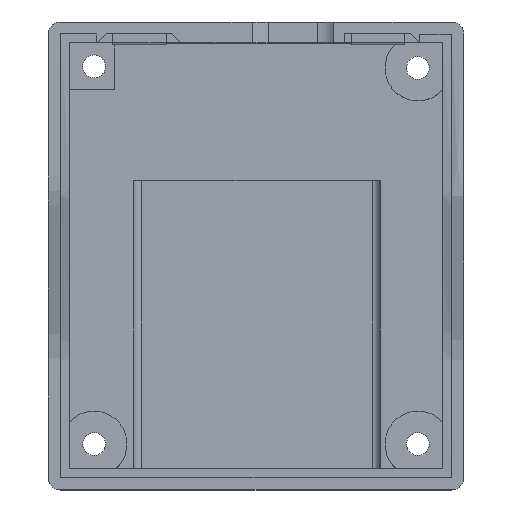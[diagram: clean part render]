
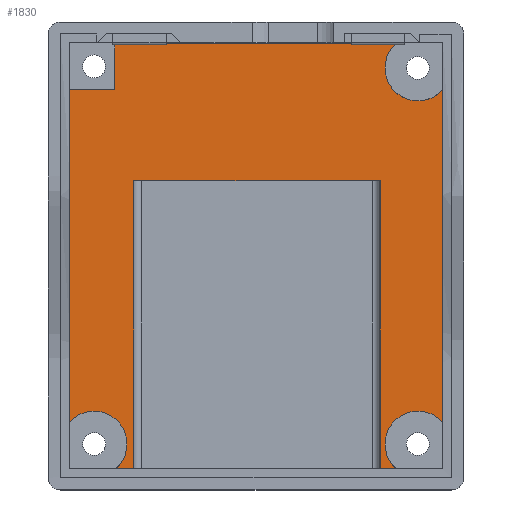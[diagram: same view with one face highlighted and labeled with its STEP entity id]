
A CAD part, top view. The second image highlights one B-rep face of the part: STEP entity #1830.
In plain terms, the highlighted planar face has unit normal (0, 0, 1).
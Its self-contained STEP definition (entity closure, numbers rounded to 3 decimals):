
#37=FACE_BOUND('',#316,.T.);
#198=FACE_OUTER_BOUND('',#315,.T.);
#315=EDGE_LOOP('',(#1616,#1617,#1618,#1619,#1620,#1621,#1622,#1623,#1624,
#1625));
#316=EDGE_LOOP('',(#1626,#1627,#1628,#1629));
#375=CIRCLE('',#1987,4.);
#377=CIRCLE('',#1991,4.);
#378=CIRCLE('',#1992,4.);
#382=LINE('',#2484,#552);
#386=LINE('',#2496,#556);
#390=LINE('',#2506,#560);
#395=LINE('',#2516,#565);
#417=LINE('',#4286,#587);
#426=LINE('',#4304,#596);
#432=LINE('',#4316,#602);
#521=LINE('',#4823,#691);
#544=LINE('',#4921,#714);
#545=LINE('',#4923,#715);
#546=LINE('',#4924,#716);
#552=VECTOR('',#2010,10.);
#556=VECTOR('',#2020,10.);
#560=VECTOR('',#2030,10.);
#565=VECTOR('',#2041,10.);
#587=VECTOR('',#2089,10.);
#596=VECTOR('',#2100,10.);
#602=VECTOR('',#2108,10.);
#691=VECTOR('',#2317,10.);
#714=VECTOR('',#2444,10.);
#715=VECTOR('',#2445,10.);
#716=VECTOR('',#2446,10.);
#722=VERTEX_POINT('',#2482);
#723=VERTEX_POINT('',#2483);
#728=VERTEX_POINT('',#2495);
#731=VERTEX_POINT('',#2505);
#763=VERTEX_POINT('',#4283);
#764=VERTEX_POINT('',#4285);
#771=VERTEX_POINT('',#4301);
#772=VERTEX_POINT('',#4303);
#776=VERTEX_POINT('',#4313);
#777=VERTEX_POINT('',#4315);
#862=VERTEX_POINT('',#4820);
#863=VERTEX_POINT('',#4822);
#886=VERTEX_POINT('',#4920);
#887=VERTEX_POINT('',#4922);
#890=EDGE_CURVE('',#722,#723,#382,.T.);
#896=EDGE_CURVE('',#723,#728,#386,.T.);
#901=EDGE_CURVE('',#728,#731,#390,.T.);
#907=EDGE_CURVE('',#731,#722,#395,.T.);
#948=EDGE_CURVE('',#764,#763,#417,.T.);
#957=EDGE_CURVE('',#772,#771,#426,.T.);
#963=EDGE_CURVE('',#777,#776,#432,.T.);
#1090=EDGE_CURVE('',#863,#862,#521,.T.);
#1136=EDGE_CURVE('',#771,#777,#375,.T.);
#1138=EDGE_CURVE('',#776,#863,#377,.T.);
#1139=EDGE_CURVE('',#862,#886,#544,.T.);
#1140=EDGE_CURVE('',#886,#887,#545,.T.);
#1141=EDGE_CURVE('',#887,#764,#546,.T.);
#1142=EDGE_CURVE('',#763,#772,#378,.T.);
#1616=ORIENTED_EDGE('',*,*,#1136,.T.);
#1617=ORIENTED_EDGE('',*,*,#963,.T.);
#1618=ORIENTED_EDGE('',*,*,#1138,.T.);
#1619=ORIENTED_EDGE('',*,*,#1090,.T.);
#1620=ORIENTED_EDGE('',*,*,#1139,.T.);
#1621=ORIENTED_EDGE('',*,*,#1140,.T.);
#1622=ORIENTED_EDGE('',*,*,#1141,.T.);
#1623=ORIENTED_EDGE('',*,*,#948,.T.);
#1624=ORIENTED_EDGE('',*,*,#1142,.T.);
#1625=ORIENTED_EDGE('',*,*,#957,.T.);
#1626=ORIENTED_EDGE('',*,*,#901,.T.);
#1627=ORIENTED_EDGE('',*,*,#907,.T.);
#1628=ORIENTED_EDGE('',*,*,#890,.T.);
#1629=ORIENTED_EDGE('',*,*,#896,.T.);
#1732=PLANE('',#1990);
#1830=ADVANCED_FACE('',(#198,#37),#1732,.T.);
#1987=AXIS2_PLACEMENT_3D('',#4915,#2434,#2435);
#1990=AXIS2_PLACEMENT_3D('',#4918,#2440,#2441);
#1991=AXIS2_PLACEMENT_3D('',#4919,#2442,#2443);
#1992=AXIS2_PLACEMENT_3D('',#4925,#2447,#2448);
#2010=DIRECTION('',(-1.,0.,0.));
#2020=DIRECTION('',(0.,1.,0.));
#2030=DIRECTION('',(1.,0.,0.));
#2041=DIRECTION('',(0.,-1.,0.));
#2089=DIRECTION('',(0.,-1.,0.));
#2100=DIRECTION('',(1.,0.,0.));
#2108=DIRECTION('',(0.,1.,0.));
#2317=DIRECTION('',(-1.,0.,0.));
#2434=DIRECTION('center_axis',(0.,0.,-1.));
#2435=DIRECTION('ref_axis',(0.76,0.65,0.));
#2440=DIRECTION('center_axis',(0.,0.,1.));
#2441=DIRECTION('ref_axis',(-1.,0.,0.));
#2442=DIRECTION('center_axis',(0.,0.,-1.));
#2443=DIRECTION('ref_axis',(-0.65,0.76,0.));
#2444=DIRECTION('',(0.,-1.,0.));
#2445=DIRECTION('',(-1.,0.,0.));
#2446=DIRECTION('',(-1.,0.,0.));
#2447=DIRECTION('center_axis',(0.,0.,-1.));
#2448=DIRECTION('ref_axis',(0.65,-0.76,0.));
#2482=CARTESIAN_POINT('',(100.855,-95.668,-5.6));
#2483=CARTESIAN_POINT('',(70.855,-95.668,-5.6));
#2484=CARTESIAN_POINT('',(85.79,-95.668,-5.6));
#2495=CARTESIAN_POINT('',(70.855,-60.668,-5.6));
#2496=CARTESIAN_POINT('',(70.855,-65.259,-5.6));
#2505=CARTESIAN_POINT('',(100.855,-60.668,-5.6));
#2506=CARTESIAN_POINT('',(85.79,-60.668,-5.6));
#2516=CARTESIAN_POINT('',(100.855,-65.259,-5.6));
#4283=CARTESIAN_POINT('',(63.,-90.11,-5.6));
#4285=CARTESIAN_POINT('',(63.,-49.576,-5.6));
#4286=CARTESIAN_POINT('',(63.,-56.9,-5.6));
#4301=CARTESIAN_POINT('',(102.81,-95.75,-5.6));
#4303=CARTESIAN_POINT('',(68.64,-95.75,-5.6));
#4304=CARTESIAN_POINT('',(74.363,-95.75,-5.6));
#4313=CARTESIAN_POINT('',(108.45,-49.59,-5.6));
#4315=CARTESIAN_POINT('',(108.45,-90.11,-5.6));
#4316=CARTESIAN_POINT('',(108.45,-82.8,-5.6));
#4820=CARTESIAN_POINT('',(68.577,-43.95,-5.6));
#4822=CARTESIAN_POINT('',(102.81,-43.95,-5.6));
#4823=CARTESIAN_POINT('',(97.088,-43.95,-5.6));
#4915=CARTESIAN_POINT('Origin',(105.41,-92.71,-5.6));
#4918=CARTESIAN_POINT('Origin',(85.725,-69.85,-5.6));
#4919=CARTESIAN_POINT('Origin',(105.41,-46.99,-5.6));
#4920=CARTESIAN_POINT('',(68.577,-49.576,-5.6));
#4921=CARTESIAN_POINT('',(68.577,-56.9,-5.6));
#4922=CARTESIAN_POINT('',(63.154,-49.576,-5.6));
#4923=CARTESIAN_POINT('',(77.151,-49.576,-5.6));
#4924=CARTESIAN_POINT('',(68.577,-49.576,-5.6));
#4925=CARTESIAN_POINT('Origin',(66.04,-92.71,-5.6));
